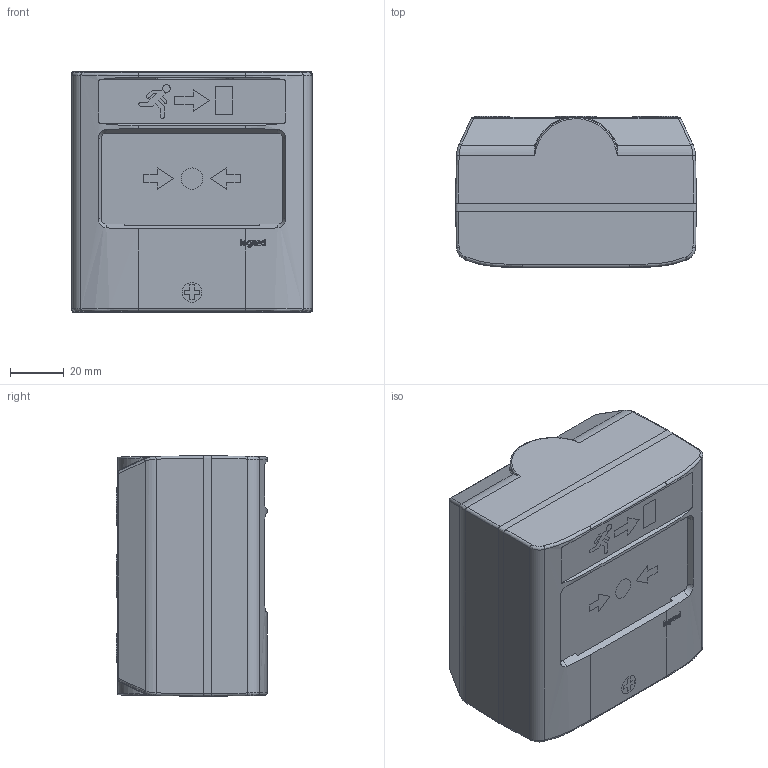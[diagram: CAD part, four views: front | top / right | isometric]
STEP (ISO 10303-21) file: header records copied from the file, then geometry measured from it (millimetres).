
FILE_DESCRIPTION(/* description */ (''),/* implementation_level */ '2;1');
FILE_NAME(/* name */ '138048.stp',/* time_stamp */ '2021-12-17T16:36:00+01:00',/* author */ ('bonnaudn'),/* organization */ (''),/* preprocessor_version */ 'ST-DEVELOPER v18',/* originating_system */ 'AutoCAD Mechanical',/* authorisation */ '');
FILE_SCHEMA (('AUTOMOTIVE_DESIGN { 1 0 10303 214 3 1 1 }'));
Length unit declared in the file: millimetre
Products named in the file (3): Product; EmpreinteVisC; LettreLegrandBlanc
Assembly tree (2 placements, depth 2):
  Product
    EmpreinteVisC
    LettreLegrandBlanc
Bounding box: 90 x 56.61 x 90 mm (x, y, z)
Volume: 570.5 mm3; surface area: 37456.3 mm2
Topology: 3 solids, 204 shells, 231 faces, 1104 edges, 1071 vertices
Faces by surface type: plane 108, cylinder 55, bspline 44, cone 22, sphere 2
Full cylindrical faces by diameter (mm): 8 x1
Entity records: 18945 total; most frequent: CARTESIAN_POINT 10147, DIRECTION 1579, ORIENTED_EDGE 1169, EDGE_CURVE 1096, VERTEX_POINT 1071, LINE 625, VECTOR 625, AXIS2_PLACEMENT_3D 477
